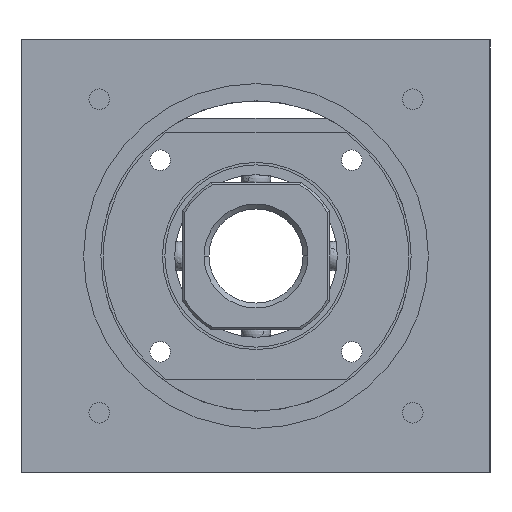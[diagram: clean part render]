
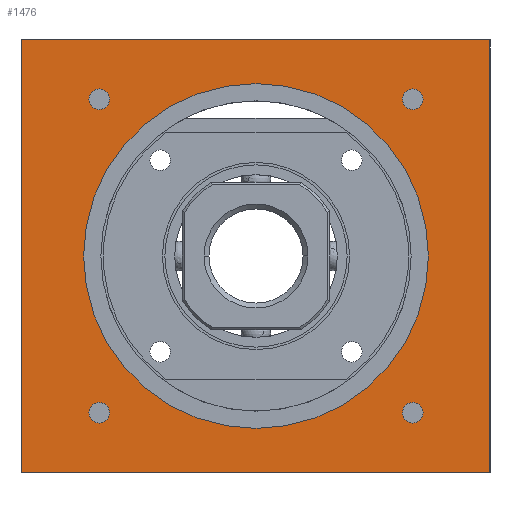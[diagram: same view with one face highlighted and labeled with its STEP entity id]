
A CAD part, left-side view. The second image highlights one B-rep face of the part: STEP entity #1476.
In plain terms, the highlighted planar face has unit normal (-1, 0, 0).
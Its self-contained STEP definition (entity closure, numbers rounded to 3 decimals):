
#727=CARTESIAN_POINT('Vertex',(12.,47.5,-44.)) ;
#730=CARTESIAN_POINT('Line Origine',(12.,47.5,0.)) ;
#734=CARTESIAN_POINT('Vertex',(12.,47.5,44.)) ;
#1069=CARTESIAN_POINT('Vertex',(12.,-47.5,44.)) ;
#1072=CARTESIAN_POINT('Line Origine',(12.,-47.5,0.)) ;
#1076=CARTESIAN_POINT('Vertex',(12.,-47.5,-44.)) ;
#1161=CARTESIAN_POINT('Control Point',(12.,-47.5,44.)) ;
#1162=CARTESIAN_POINT('Control Point',(12.,47.5,44.)) ;
#1365=CARTESIAN_POINT('Control Point',(12.,47.5,-44.)) ;
#1366=CARTESIAN_POINT('Control Point',(12.,-47.5,-44.)) ;
#1375=CARTESIAN_POINT('Axis2P3D Location',(12.,0.,0.)) ;
#1386=CARTESIAN_POINT('Axis2P3D Location',(12.,-31.82,31.82)) ;
#1390=CARTESIAN_POINT('Vertex',(12.,-33.92,31.82)) ;
#1392=CARTESIAN_POINT('Vertex',(12.,-29.72,31.82)) ;
#1395=CARTESIAN_POINT('Axis2P3D Location',(12.,-31.82,31.82)) ;
#1404=CARTESIAN_POINT('Axis2P3D Location',(12.,0.,0.)) ;
#1408=CARTESIAN_POINT('Vertex',(12.,-35.,0.)) ;
#1410=CARTESIAN_POINT('Vertex',(12.,35.,0.)) ;
#1413=CARTESIAN_POINT('Axis2P3D Location',(12.,0.,0.)) ;
#1422=CARTESIAN_POINT('Axis2P3D Location',(12.,-31.82,-31.82)) ;
#1426=CARTESIAN_POINT('Vertex',(12.,-31.82,-33.92)) ;
#1428=CARTESIAN_POINT('Vertex',(12.,-31.82,-29.72)) ;
#1431=CARTESIAN_POINT('Axis2P3D Location',(12.,-31.82,-31.82)) ;
#1440=CARTESIAN_POINT('Axis2P3D Location',(12.,31.82,-31.82)) ;
#1444=CARTESIAN_POINT('Vertex',(12.,33.92,-31.82)) ;
#1446=CARTESIAN_POINT('Vertex',(12.,29.72,-31.82)) ;
#1449=CARTESIAN_POINT('Axis2P3D Location',(12.,31.82,-31.82)) ;
#1458=CARTESIAN_POINT('Axis2P3D Location',(12.,31.82,31.82)) ;
#1462=CARTESIAN_POINT('Vertex',(12.,31.82,33.92)) ;
#1464=CARTESIAN_POINT('Vertex',(12.,31.82,29.72)) ;
#1467=CARTESIAN_POINT('Axis2P3D Location',(12.,31.82,31.82)) ;
#731=DIRECTION('Vector Direction',(0.,0.,-1.)) ;
#1073=DIRECTION('Vector Direction',(0.,0.,-1.)) ;
#1376=DIRECTION('Axis2P3D Direction',(-1.,0.,0.)) ;
#1377=DIRECTION('Axis2P3D XDirection',(0.,-1.,0.)) ;
#1387=DIRECTION('Axis2P3D Direction',(-1.,0.,0.)) ;
#1396=DIRECTION('Axis2P3D Direction',(-1.,0.,0.)) ;
#1405=DIRECTION('Axis2P3D Direction',(-1.,0.,0.)) ;
#1414=DIRECTION('Axis2P3D Direction',(-1.,0.,0.)) ;
#1423=DIRECTION('Axis2P3D Direction',(-1.,0.,0.)) ;
#1432=DIRECTION('Axis2P3D Direction',(-1.,0.,0.)) ;
#1441=DIRECTION('Axis2P3D Direction',(-1.,0.,0.)) ;
#1450=DIRECTION('Axis2P3D Direction',(-1.,0.,0.)) ;
#1459=DIRECTION('Axis2P3D Direction',(-1.,0.,0.)) ;
#1468=DIRECTION('Axis2P3D Direction',(-1.,0.,0.)) ;
#1378=AXIS2_PLACEMENT_3D('Plane Axis2P3D',#1375,#1376,#1377) ;
#1388=AXIS2_PLACEMENT_3D('Circle Axis2P3D',#1386,#1387,$) ;
#1397=AXIS2_PLACEMENT_3D('Circle Axis2P3D',#1395,#1396,$) ;
#1406=AXIS2_PLACEMENT_3D('Circle Axis2P3D',#1404,#1405,$) ;
#1415=AXIS2_PLACEMENT_3D('Circle Axis2P3D',#1413,#1414,$) ;
#1424=AXIS2_PLACEMENT_3D('Circle Axis2P3D',#1422,#1423,$) ;
#1433=AXIS2_PLACEMENT_3D('Circle Axis2P3D',#1431,#1432,$) ;
#1442=AXIS2_PLACEMENT_3D('Circle Axis2P3D',#1440,#1441,$) ;
#1451=AXIS2_PLACEMENT_3D('Circle Axis2P3D',#1449,#1450,$) ;
#1460=AXIS2_PLACEMENT_3D('Circle Axis2P3D',#1458,#1459,$) ;
#1469=AXIS2_PLACEMENT_3D('Circle Axis2P3D',#1467,#1468,$) ;
#1381=ORIENTED_EDGE('',*,*,#1078,.F.) ;
#1382=ORIENTED_EDGE('',*,*,#1163,.F.) ;
#1383=ORIENTED_EDGE('',*,*,#736,.T.) ;
#1384=ORIENTED_EDGE('',*,*,#1367,.F.) ;
#1401=ORIENTED_EDGE('',*,*,#1394,.F.) ;
#1402=ORIENTED_EDGE('',*,*,#1399,.F.) ;
#1419=ORIENTED_EDGE('',*,*,#1412,.F.) ;
#1420=ORIENTED_EDGE('',*,*,#1417,.F.) ;
#1437=ORIENTED_EDGE('',*,*,#1430,.F.) ;
#1438=ORIENTED_EDGE('',*,*,#1435,.F.) ;
#1455=ORIENTED_EDGE('',*,*,#1448,.F.) ;
#1456=ORIENTED_EDGE('',*,*,#1453,.F.) ;
#1473=ORIENTED_EDGE('',*,*,#1466,.F.) ;
#1474=ORIENTED_EDGE('',*,*,#1471,.F.) ;
#1403=FACE_BOUND('',#1400,.T.) ;
#1421=FACE_BOUND('',#1418,.T.) ;
#1439=FACE_BOUND('',#1436,.T.) ;
#1457=FACE_BOUND('',#1454,.T.) ;
#1475=FACE_BOUND('',#1472,.T.) ;
#732=VECTOR('Line Direction',#731,1.) ;
#1074=VECTOR('Line Direction',#1073,1.) ;
#1476=ADVANCED_FACE('\X2\96F64EF651E04F554F53\X0\',(#1385,#1403,#1421,#1439,#1457,#1475),#1379,.T.) ;
#1160=B_SPLINE_CURVE_WITH_KNOTS('',1,(#1161,#1162),.UNSPECIFIED.,.F.,.U.,(2,2),(0.,95.),.UNSPECIFIED.) ;
#1364=B_SPLINE_CURVE_WITH_KNOTS('',1,(#1365,#1366),.UNSPECIFIED.,.F.,.U.,(2,2),(0.,95.),.UNSPECIFIED.) ;
#1389=CIRCLE('generated circle',#1388,2.1) ;
#1398=CIRCLE('generated circle',#1397,2.1) ;
#1407=CIRCLE('generated circle',#1406,35.) ;
#1416=CIRCLE('generated circle',#1415,35.) ;
#1425=CIRCLE('generated circle',#1424,2.1) ;
#1434=CIRCLE('generated circle',#1433,2.1) ;
#1443=CIRCLE('generated circle',#1442,2.1) ;
#1452=CIRCLE('generated circle',#1451,2.1) ;
#1461=CIRCLE('generated circle',#1460,2.1) ;
#1470=CIRCLE('generated circle',#1469,2.1) ;
#736=EDGE_CURVE('',#735,#728,#733,.T.) ;
#1078=EDGE_CURVE('',#1070,#1077,#1075,.T.) ;
#1163=EDGE_CURVE('',#735,#1070,#1160,.F.) ;
#1367=EDGE_CURVE('',#1077,#728,#1364,.F.) ;
#1394=EDGE_CURVE('',#1391,#1393,#1389,.T.) ;
#1399=EDGE_CURVE('',#1393,#1391,#1398,.T.) ;
#1412=EDGE_CURVE('',#1409,#1411,#1407,.T.) ;
#1417=EDGE_CURVE('',#1411,#1409,#1416,.T.) ;
#1430=EDGE_CURVE('',#1427,#1429,#1425,.T.) ;
#1435=EDGE_CURVE('',#1429,#1427,#1434,.T.) ;
#1448=EDGE_CURVE('',#1445,#1447,#1443,.T.) ;
#1453=EDGE_CURVE('',#1447,#1445,#1452,.T.) ;
#1466=EDGE_CURVE('',#1463,#1465,#1461,.T.) ;
#1471=EDGE_CURVE('',#1465,#1463,#1470,.T.) ;
#1380=EDGE_LOOP('',(#1381,#1382,#1383,#1384)) ;
#1400=EDGE_LOOP('',(#1401,#1402)) ;
#1418=EDGE_LOOP('',(#1419,#1420)) ;
#1436=EDGE_LOOP('',(#1437,#1438)) ;
#1454=EDGE_LOOP('',(#1455,#1456)) ;
#1472=EDGE_LOOP('',(#1473,#1474)) ;
#1385=FACE_OUTER_BOUND('',#1380,.T.) ;
#733=LINE('Line',#730,#732) ;
#1075=LINE('Line',#1072,#1074) ;
#1379=PLANE('Plane',#1378) ;
#728=VERTEX_POINT('',#727) ;
#735=VERTEX_POINT('',#734) ;
#1070=VERTEX_POINT('',#1069) ;
#1077=VERTEX_POINT('',#1076) ;
#1391=VERTEX_POINT('',#1390) ;
#1393=VERTEX_POINT('',#1392) ;
#1409=VERTEX_POINT('',#1408) ;
#1411=VERTEX_POINT('',#1410) ;
#1427=VERTEX_POINT('',#1426) ;
#1429=VERTEX_POINT('',#1428) ;
#1445=VERTEX_POINT('',#1444) ;
#1447=VERTEX_POINT('',#1446) ;
#1463=VERTEX_POINT('',#1462) ;
#1465=VERTEX_POINT('',#1464) ;
